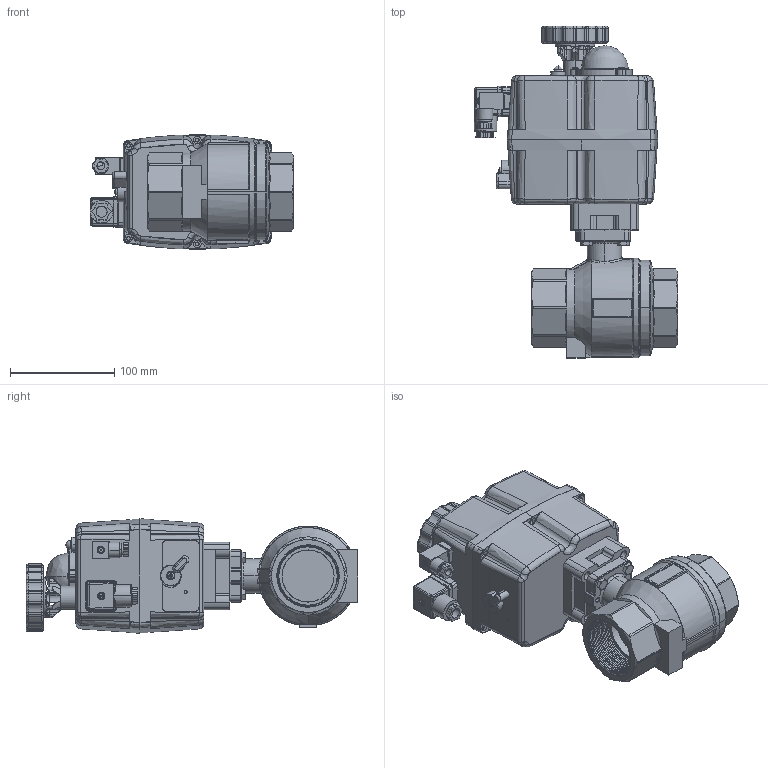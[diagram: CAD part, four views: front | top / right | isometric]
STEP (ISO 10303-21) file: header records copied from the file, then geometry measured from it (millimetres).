
FILE_DESCRIPTION (( 'STEP AP214' ), '1' );
FILE_NAME ('DN50_S55.STEP', '2022-01-21T10:48:26', ( '' ), ( '' ), 'SwSTEP 2.0', 'SolidWorks 2021', '' );
FILE_SCHEMA (( 'AUTOMOTIVE_DESIGN' ));
Length unit declared in the file: metre
Products named in the file (1): DN50_S55
Bounding box: 195.3 x 319 x 110 mm (x, y, z)
Surface area: 255086.2 mm2 (no closed solid volume)
Topology: 0 solids, 1342 shells, 1538 faces, 7647 edges, 7403 vertices
Faces by surface type: cylinder 551, bspline 420, plane 404, cone 153, torus 10
Entity records: 153600 total; most frequent: CARTESIAN_POINT 82882, DIRECTION 9683, ORIENTED_EDGE 7913, EDGE_CURVE 7599, VERTEX_POINT 7403, AXIS2_PLACEMENT_3D 3436, VECTOR 2811, LINE 2811
